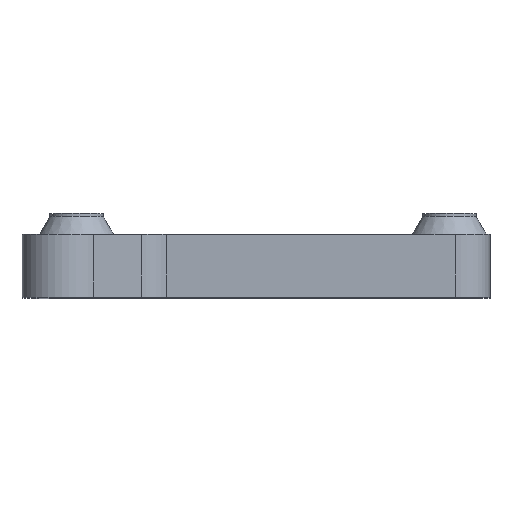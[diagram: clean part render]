
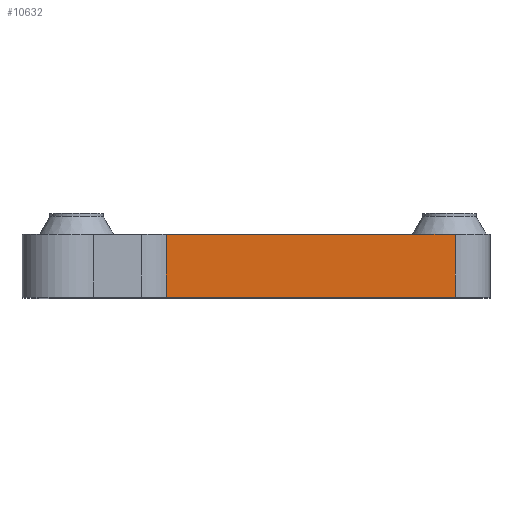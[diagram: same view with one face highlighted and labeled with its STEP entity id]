
A CAD part, top view. The second image highlights one B-rep face of the part: STEP entity #10632.
In plain terms, the highlighted planar face has unit normal (0, 0, 1).
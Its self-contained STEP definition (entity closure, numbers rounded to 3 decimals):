
#66 = PLANE('',#67);
#67 = AXIS2_PLACEMENT_3D('',#68,#69,#70);
#68 = CARTESIAN_POINT('',(168.18,-67.8,0.));
#69 = DIRECTION('',(0.,-1.,0.));
#70 = DIRECTION('',(0.,0.,-1.));
#352 = VERTEX_POINT('',#353);
#353 = CARTESIAN_POINT('',(196.66,-67.8,43.91));
#372 = CYLINDRICAL_SURFACE('',#373,5.);
#373 = AXIS2_PLACEMENT_3D('',#374,#375,#376);
#374 = CARTESIAN_POINT('',(196.66,-55.8,38.91));
#375 = DIRECTION('',(0.,-1.,0.));
#376 = DIRECTION('',(0.707,0.,0.707));
#384 = EDGE_CURVE('',#385,#352,#387,.T.);
#385 = VERTEX_POINT('',#386);
#386 = CARTESIAN_POINT('',(155.346,-67.8,43.91));
#387 = SURFACE_CURVE('',#388,(#392,#399),.PCURVE_S1.);
#388 = LINE('',#389,#390);
#389 = CARTESIAN_POINT('',(184.92,-67.8,43.91));
#390 = VECTOR('',#391,1.);
#391 = DIRECTION('',(1.,0.,0.));
#392 = PCURVE('',#66,#393);
#393 = DEFINITIONAL_REPRESENTATION('',(#394),#398);
#394 = LINE('',#395,#396);
#395 = CARTESIAN_POINT('',(-43.91,16.74));
#396 = VECTOR('',#397,1.);
#397 = DIRECTION('',(0.,1.));
#398 = ( GEOMETRIC_REPRESENTATION_CONTEXT(2) 
PARAMETRIC_REPRESENTATION_CONTEXT() REPRESENTATION_CONTEXT('2D SPACE',''
  ) );
#399 = PCURVE('',#400,#405);
#400 = PLANE('',#401);
#401 = AXIS2_PLACEMENT_3D('',#402,#403,#404);
#402 = CARTESIAN_POINT('',(201.66,-55.8,43.91));
#403 = DIRECTION('',(0.,0.,1.));
#404 = DIRECTION('',(-1.,0.,0.));
#405 = DEFINITIONAL_REPRESENTATION('',(#406),#410);
#406 = LINE('',#407,#408);
#407 = CARTESIAN_POINT('',(16.74,12.));
#408 = VECTOR('',#409,1.);
#409 = DIRECTION('',(-1.,0.));
#410 = ( GEOMETRIC_REPRESENTATION_CONTEXT(2) 
PARAMETRIC_REPRESENTATION_CONTEXT() REPRESENTATION_CONTEXT('2D SPACE',''
  ) );
#429 = CYLINDRICAL_SURFACE('',#430,5.);
#430 = AXIS2_PLACEMENT_3D('',#431,#432,#433);
#431 = CARTESIAN_POINT('',(155.346,-55.8,48.91));
#432 = DIRECTION('',(0.,-1.,0.));
#433 = DIRECTION('',(-0.383,-0.,-0.924));
#4932 = PLANE('',#4933);
#4933 = AXIS2_PLACEMENT_3D('',#4934,#4935,#4936);
#4934 = CARTESIAN_POINT('',(168.18,-58.8,0.));
#4935 = DIRECTION('',(0.,1.,0.));
#4936 = DIRECTION('',(0.,-0.,1.));
#5706 = VERTEX_POINT('',#5707);
#5707 = CARTESIAN_POINT('',(155.346,-58.8,43.91));
#5729 = EDGE_CURVE('',#5730,#5706,#5732,.T.);
#5730 = VERTEX_POINT('',#5731);
#5731 = CARTESIAN_POINT('',(196.66,-58.8,43.91));
#5732 = SURFACE_CURVE('',#5733,(#5737,#5744),.PCURVE_S1.);
#5733 = LINE('',#5734,#5735);
#5734 = CARTESIAN_POINT('',(184.92,-58.8,43.91));
#5735 = VECTOR('',#5736,1.);
#5736 = DIRECTION('',(-1.,0.,0.));
#5737 = PCURVE('',#4932,#5738);
#5738 = DEFINITIONAL_REPRESENTATION('',(#5739),#5743);
#5739 = LINE('',#5740,#5741);
#5740 = CARTESIAN_POINT('',(43.91,16.74));
#5741 = VECTOR('',#5742,1.);
#5742 = DIRECTION('',(0.,-1.));
#5743 = ( GEOMETRIC_REPRESENTATION_CONTEXT(2) 
PARAMETRIC_REPRESENTATION_CONTEXT() REPRESENTATION_CONTEXT('2D SPACE',''
  ) );
#5744 = PCURVE('',#400,#5745);
#5745 = DEFINITIONAL_REPRESENTATION('',(#5746),#5750);
#5746 = LINE('',#5747,#5748);
#5747 = CARTESIAN_POINT('',(16.74,3.));
#5748 = VECTOR('',#5749,1.);
#5749 = DIRECTION('',(1.,0.));
#5750 = ( GEOMETRIC_REPRESENTATION_CONTEXT(2) 
PARAMETRIC_REPRESENTATION_CONTEXT() REPRESENTATION_CONTEXT('2D SPACE',''
  ) );
#10535 = EDGE_CURVE('',#385,#5706,#10536,.T.);
#10536 = SURFACE_CURVE('',#10537,(#10541,#10548),.PCURVE_S1.);
#10537 = LINE('',#10538,#10539);
#10538 = CARTESIAN_POINT('',(155.346,-55.8,43.91));
#10539 = VECTOR('',#10540,1.);
#10540 = DIRECTION('',(0.,1.,0.));
#10541 = PCURVE('',#429,#10542);
#10542 = DEFINITIONAL_REPRESENTATION('',(#10543),#10547);
#10543 = LINE('',#10544,#10545);
#10544 = CARTESIAN_POINT('',(6.676,0.));
#10545 = VECTOR('',#10546,1.);
#10546 = DIRECTION('',(0.,-1.));
#10547 = ( GEOMETRIC_REPRESENTATION_CONTEXT(2) 
PARAMETRIC_REPRESENTATION_CONTEXT() REPRESENTATION_CONTEXT('2D SPACE',''
  ) );
#10548 = PCURVE('',#400,#10549);
#10549 = DEFINITIONAL_REPRESENTATION('',(#10550),#10554);
#10550 = LINE('',#10551,#10552);
#10551 = CARTESIAN_POINT('',(46.314,0.));
#10552 = VECTOR('',#10553,1.);
#10553 = DIRECTION('',(0.,-1.));
#10554 = ( GEOMETRIC_REPRESENTATION_CONTEXT(2) 
PARAMETRIC_REPRESENTATION_CONTEXT() REPRESENTATION_CONTEXT('2D SPACE',''
  ) );
#10590 = EDGE_CURVE('',#5730,#352,#10591,.T.);
#10591 = SURFACE_CURVE('',#10592,(#10596,#10603),.PCURVE_S1.);
#10592 = LINE('',#10593,#10594);
#10593 = CARTESIAN_POINT('',(196.66,-55.8,43.91));
#10594 = VECTOR('',#10595,1.);
#10595 = DIRECTION('',(0.,-1.,0.));
#10596 = PCURVE('',#372,#10597);
#10597 = DEFINITIONAL_REPRESENTATION('',(#10598),#10602);
#10598 = LINE('',#10599,#10600);
#10599 = CARTESIAN_POINT('',(7.069,0.));
#10600 = VECTOR('',#10601,1.);
#10601 = DIRECTION('',(0.,1.));
#10602 = ( GEOMETRIC_REPRESENTATION_CONTEXT(2) 
PARAMETRIC_REPRESENTATION_CONTEXT() REPRESENTATION_CONTEXT('2D SPACE',''
  ) );
#10603 = PCURVE('',#400,#10604);
#10604 = DEFINITIONAL_REPRESENTATION('',(#10605),#10609);
#10605 = LINE('',#10606,#10607);
#10606 = CARTESIAN_POINT('',(5.,0.));
#10607 = VECTOR('',#10608,1.);
#10608 = DIRECTION('',(0.,1.));
#10609 = ( GEOMETRIC_REPRESENTATION_CONTEXT(2) 
PARAMETRIC_REPRESENTATION_CONTEXT() REPRESENTATION_CONTEXT('2D SPACE',''
  ) );
#10632 = ADVANCED_FACE('',(#10633),#400,.T.);
#10633 = FACE_BOUND('',#10634,.T.);
#10634 = EDGE_LOOP('',(#10635,#10636,#10637,#10638));
#10635 = ORIENTED_EDGE('',*,*,#5729,.T.);
#10636 = ORIENTED_EDGE('',*,*,#10535,.F.);
#10637 = ORIENTED_EDGE('',*,*,#384,.T.);
#10638 = ORIENTED_EDGE('',*,*,#10590,.F.);
